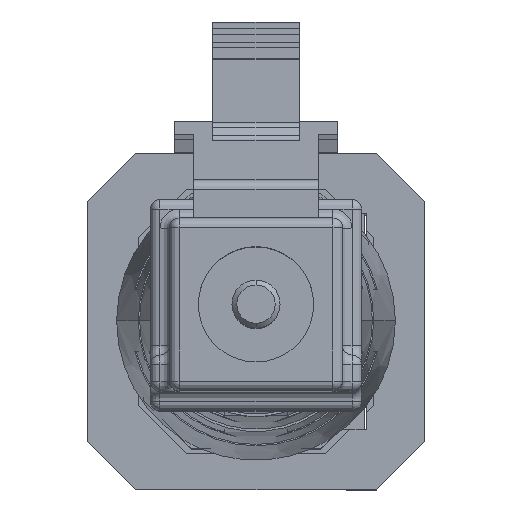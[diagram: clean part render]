
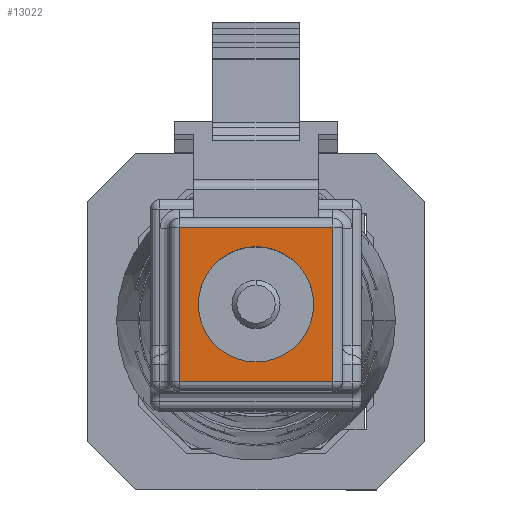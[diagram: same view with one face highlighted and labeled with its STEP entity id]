
A CAD part, top view. The second image highlights one B-rep face of the part: STEP entity #13022.
In plain terms, the highlighted face is planar.
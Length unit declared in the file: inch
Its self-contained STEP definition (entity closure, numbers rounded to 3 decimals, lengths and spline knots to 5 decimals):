
#159 = VERTEX_POINT ( 'NONE', #5482 ) ;
#769 = CARTESIAN_POINT ( 'NONE',  ( 0.08, 0., 0.09 ) ) ;
#875 = ORIENTED_EDGE ( 'NONE', *, *, #13356, .T. ) ;
#1366 = VERTEX_POINT ( 'NONE', #6566 ) ;
#1971 = ORIENTED_EDGE ( 'NONE', *, *, #15842, .F. ) ;
#2078 = LINE ( 'NONE', #15663, #9941 ) ;
#2288 = EDGE_LOOP ( 'NONE', ( #1971, #2883 ) ) ;
#2318 = CARTESIAN_POINT ( 'NONE',  ( 0., 0., -0.06 ) ) ;
#2714 = DIRECTION ( 'NONE',  ( -1., 0., 0. ) ) ;
#2833 = FACE_BOUND ( 'NONE', #2288, .T. ) ;
#2879 = DIRECTION ( 'NONE',  ( 0., 0., -1. ) ) ;
#2883 = ORIENTED_EDGE ( 'NONE', *, *, #15581, .F. ) ;
#2915 = EDGE_CURVE ( 'NONE', #159, #3032, #2078, .T. ) ;
#2961 = LINE ( 'NONE', #16557, #17530 ) ;
#3032 = VERTEX_POINT ( 'NONE', #6342 ) ;
#3175 = DIRECTION ( 'NONE',  ( 0., 0., 1. ) ) ;
#3320 = CIRCLE ( 'NONE', #8988, 0.06 ) ;
#4053 = DIRECTION ( 'NONE',  ( 0., 0., -1. ) ) ;
#4198 = AXIS2_PLACEMENT_3D ( 'NONE', #5791, #10913, #2879 ) ;
#5232 = PLANE ( 'NONE',  #16399 ) ;
#5482 = CARTESIAN_POINT ( 'NONE',  ( -0.08, 0., -0.08 ) ) ;
#5634 = ORIENTED_EDGE ( 'NONE', *, *, #11499, .T. ) ;
#5648 = LINE ( 'NONE', #6898, #16956 ) ;
#5791 = CARTESIAN_POINT ( 'NONE',  ( 0., 0., 0. ) ) ;
#5879 = CIRCLE ( 'NONE', #4198, 0.06 ) ;
#6085 = CARTESIAN_POINT ( 'NONE',  ( 0., 0., 0. ) ) ;
#6179 = DIRECTION ( 'NONE',  ( 0., -1., 0. ) ) ;
#6342 = CARTESIAN_POINT ( 'NONE',  ( 0.08, 0., -0.08 ) ) ;
#6566 = CARTESIAN_POINT ( 'NONE',  ( -0.08, 0., 0.08 ) ) ;
#6898 = CARTESIAN_POINT ( 'NONE',  ( -0.09, 0., 0.08 ) ) ;
#7299 = ORIENTED_EDGE ( 'NONE', *, *, #2915, .T. ) ;
#7598 = DIRECTION ( 'NONE',  ( 0., 0., -1. ) ) ;
#7751 = VERTEX_POINT ( 'NONE', #11583 ) ;
#7896 = DIRECTION ( 'NONE',  ( 0., 0., -1. ) ) ;
#8884 = VERTEX_POINT ( 'NONE', #17141 ) ;
#8988 = AXIS2_PLACEMENT_3D ( 'NONE', #6085, #6179, #7598 ) ;
#9921 = DIRECTION ( 'NONE',  ( 1., 0., 0. ) ) ;
#9941 = VECTOR ( 'NONE', #9921, 39.37008 ) ;
#10106 = VERTEX_POINT ( 'NONE', #2318 ) ;
#10503 = EDGE_CURVE ( 'NONE', #8884, #1366, #5648, .T. ) ;
#10779 = DIRECTION ( 'NONE',  ( 0., -1., 0. ) ) ;
#10913 = DIRECTION ( 'NONE',  ( 0., -1., 0. ) ) ;
#11499 = EDGE_CURVE ( 'NONE', #3032, #8884, #12984, .T. ) ;
#11560 = VECTOR ( 'NONE', #3175, 39.37008 ) ;
#11583 = CARTESIAN_POINT ( 'NONE',  ( 0., 0., 0.06 ) ) ;
#12091 = CARTESIAN_POINT ( 'NONE',  ( 0.09, 0., 0.09 ) ) ;
#12868 = ORIENTED_EDGE ( 'NONE', *, *, #10503, .T. ) ;
#12984 = LINE ( 'NONE', #769, #11560 ) ;
#13022 = ADVANCED_FACE ( 'Face3', ( #14883, #2833 ), #5232, .T. ) ;
#13313 = EDGE_LOOP ( 'NONE', ( #5634, #12868, #875, #7299 ) ) ;
#13356 = EDGE_CURVE ( 'NONE', #1366, #159, #2961, .T. ) ;
#14883 = FACE_OUTER_BOUND ( 'NONE', #13313, .T. ) ;
#15581 = EDGE_CURVE ( 'NONE', #7751, #10106, #3320, .T. ) ;
#15663 = CARTESIAN_POINT ( 'NONE',  ( 0.09, 0., -0.08 ) ) ;
#15842 = EDGE_CURVE ( 'NONE', #10106, #7751, #5879, .T. ) ;
#16399 = AXIS2_PLACEMENT_3D ( 'NONE', #12091, #10779, #7896 ) ;
#16557 = CARTESIAN_POINT ( 'NONE',  ( -0.08, 0., -0.09 ) ) ;
#16956 = VECTOR ( 'NONE', #2714, 39.37008 ) ;
#17141 = CARTESIAN_POINT ( 'NONE',  ( 0.08, 0., 0.08 ) ) ;
#17530 = VECTOR ( 'NONE', #4053, 39.37008 ) ;
